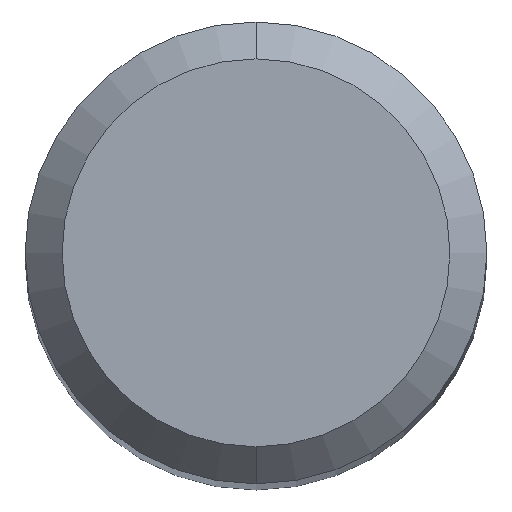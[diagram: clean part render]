
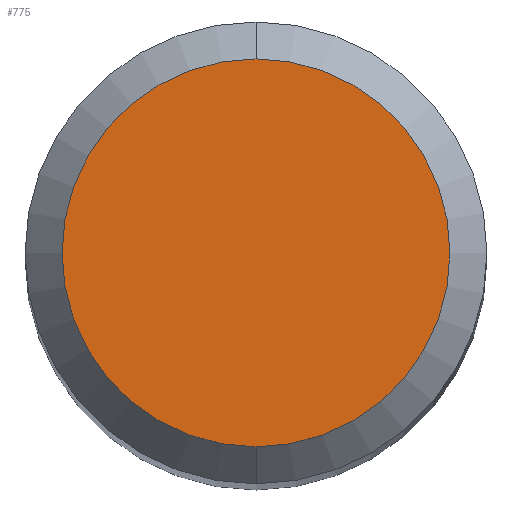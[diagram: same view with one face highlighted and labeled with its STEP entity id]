
A CAD part, top view. The second image highlights one B-rep face of the part: STEP entity #775.
In plain terms, the highlighted planar face has unit normal (0, 0, 1).
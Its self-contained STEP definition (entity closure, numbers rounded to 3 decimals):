
#361=VERTEX_POINT('',#975);
#449=VERTEX_POINT('',#1067);
#775=ADVANCED_FACE('',(#1432),#1433,.T.);
#777=EDGE_CURVE('',#449,#361,#1435,.T.);
#853=EDGE_CURVE('',#361,#449,#1515,.T.);
#975=CARTESIAN_POINT('',(0.,-2.1,0.0));
#1067=CARTESIAN_POINT('',(0.0,2.1,0.0));
#1432=FACE_OUTER_BOUND('',#4891,.T.);
#1433=PLANE('',#4892);
#1435=CIRCLE('',#4895,2.1);
#1515=CIRCLE('',#5237,2.1);
#4891=EDGE_LOOP('',(#6634,#6635));
#4892=AXIS2_PLACEMENT_3D('',#6636,#6637,#6638);
#4895=AXIS2_PLACEMENT_3D('',#6639,#6640,#6641);
#5237=AXIS2_PLACEMENT_3D('',#6690,#6691,#6692);
#6634=ORIENTED_EDGE('',*,*,#777,.F.);
#6635=ORIENTED_EDGE('',*,*,#853,.F.);
#6636=CARTESIAN_POINT('',(0.0,1.05,0.0));
#6637=DIRECTION('',(-0.0,0.0,1.0));
#6638=DIRECTION('',(0.0,-1.0,0.0));
#6639=CARTESIAN_POINT('',(0.0,0.0,0.0));
#6640=DIRECTION('',(0.0,0.0,-1.0));
#6641=DIRECTION('',(0.0,1.0,0.0));
#6690=CARTESIAN_POINT('',(0.0,0.0,0.0));
#6691=DIRECTION('',(0.0,0.0,-1.0));
#6692=DIRECTION('',(0.0,1.0,0.0));
